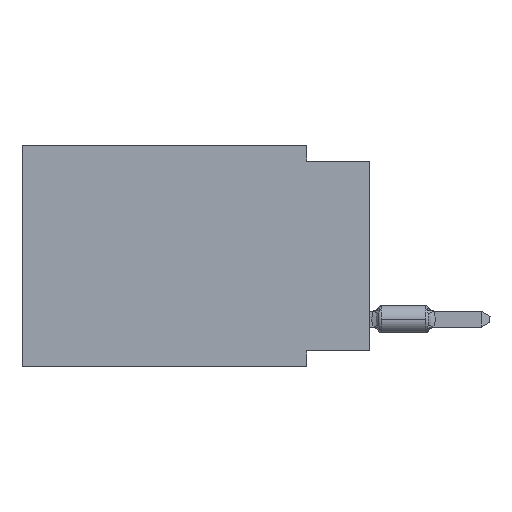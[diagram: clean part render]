
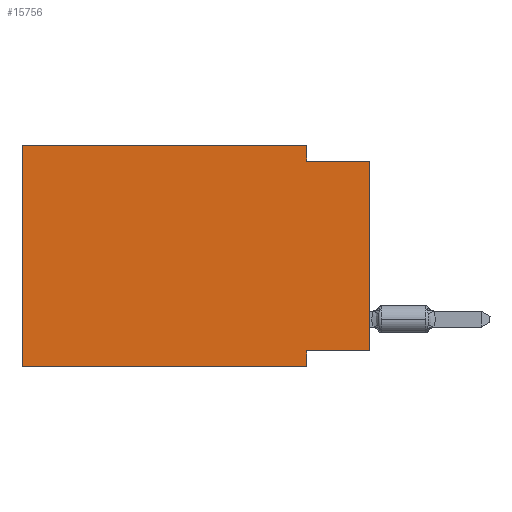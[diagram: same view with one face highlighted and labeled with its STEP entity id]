
A CAD part, left-side view. The second image highlights one B-rep face of the part: STEP entity #15756.
In plain terms, the highlighted planar face has unit normal (-1, 0, 0).
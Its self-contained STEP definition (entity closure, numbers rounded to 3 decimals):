
#556 = DIRECTION ( 'NONE',  ( 0., 0., 1. ) ) ;
#4012 = VECTOR ( 'NONE', #82721, 1000. ) ;
#5448 = EDGE_CURVE ( 'NONE', #28276, #9465, #57555, .T. ) ;
#6029 = DIRECTION ( 'NONE',  ( 0., -1., 0. ) ) ;
#7545 = LINE ( 'NONE', #22654, #72845 ) ;
#8810 = EDGE_CURVE ( 'NONE', #89285, #80864, #90750, .T. ) ;
#9106 = DIRECTION ( 'NONE',  ( 0., 0., 1. ) ) ;
#9465 = VERTEX_POINT ( 'NONE', #81114 ) ;
#12502 = DIRECTION ( 'NONE',  ( 0., 0., -1. ) ) ;
#12979 = FACE_OUTER_BOUND ( 'NONE', #23276, .T. ) ;
#13385 = VECTOR ( 'NONE', #71843, 1000. ) ;
#15190 = PLANE ( 'NONE',  #62271 ) ;
#15702 = CARTESIAN_POINT ( 'NONE',  ( 0., 13.97, 0. ) ) ;
#15756 = ADVANCED_FACE ( 'NONE', ( #12979 ), #15190, .F. ) ;
#17404 = EDGE_CURVE ( 'NONE', #19212, #9465, #72429, .T. ) ;
#18043 = DIRECTION ( 'NONE',  ( 0., 1., 0. ) ) ;
#18511 = CARTESIAN_POINT ( 'NONE',  ( 0., 13.97, 0. ) ) ;
#19212 = VERTEX_POINT ( 'NONE', #80229 ) ;
#19977 = EDGE_CURVE ( 'NONE', #55114, #80864, #23105, .T. ) ;
#22654 = CARTESIAN_POINT ( 'NONE',  ( 0., 2.54, 0. ) ) ;
#23105 = LINE ( 'NONE', #59517, #13385 ) ;
#23276 = EDGE_LOOP ( 'NONE', ( #89592, #73769, #72273, #53196, #28599, #58562, #91046, #70946 ) ) ;
#27439 = VERTEX_POINT ( 'NONE', #66029 ) ;
#28276 = VERTEX_POINT ( 'NONE', #93595 ) ;
#28599 = ORIENTED_EDGE ( 'NONE', *, *, #40129, .F. ) ;
#33779 = VECTOR ( 'NONE', #556, 1000. ) ;
#36989 = DIRECTION ( 'NONE',  ( 0., -1., 0. ) ) ;
#37021 = VECTOR ( 'NONE', #6029, 1000. ) ;
#40129 = EDGE_CURVE ( 'NONE', #89285, #49715, #83331, .T. ) ;
#45265 = CARTESIAN_POINT ( 'NONE',  ( 0., 13.97, 0. ) ) ;
#46398 = CARTESIAN_POINT ( 'NONE',  ( 0., 13.97, -8.89 ) ) ;
#46969 = VECTOR ( 'NONE', #18043, 1000. ) ;
#47115 = CARTESIAN_POINT ( 'NONE',  ( 0., 2.54, -8.89 ) ) ;
#49715 = VERTEX_POINT ( 'NONE', #45265 ) ;
#52110 = LINE ( 'NONE', #15702, #78109 ) ;
#53196 = ORIENTED_EDGE ( 'NONE', *, *, #57087, .F. ) ;
#55071 = VECTOR ( 'NONE', #9106, 1000. ) ;
#55114 = VERTEX_POINT ( 'NONE', #84118 ) ;
#57087 = EDGE_CURVE ( 'NONE', #49715, #27439, #52110, .T. ) ;
#57555 = LINE ( 'NONE', #85025, #37021 ) ;
#57673 = DIRECTION ( 'NONE',  ( 0., 0., -1. ) ) ;
#58562 = ORIENTED_EDGE ( 'NONE', *, *, #8810, .T. ) ;
#59164 = DIRECTION ( 'NONE',  ( 1., 0., 0. ) ) ;
#59517 = CARTESIAN_POINT ( 'NONE',  ( 0., 2.54, -8.89 ) ) ;
#62271 = AXIS2_PLACEMENT_3D ( 'NONE', #80479, #59164, #12502 ) ;
#62345 = CARTESIAN_POINT ( 'NONE',  ( 0., 13.97, -8.89 ) ) ;
#65330 = CARTESIAN_POINT ( 'NONE',  ( 0., 0., 0. ) ) ;
#66029 = CARTESIAN_POINT ( 'NONE',  ( 0., 2.54, 0. ) ) ;
#70946 = ORIENTED_EDGE ( 'NONE', *, *, #79893, .F. ) ;
#71843 = DIRECTION ( 'NONE',  ( 0., 0., -1. ) ) ;
#72273 = ORIENTED_EDGE ( 'NONE', *, *, #75712, .F. ) ;
#72429 = LINE ( 'NONE', #65330, #33779 ) ;
#72845 = VECTOR ( 'NONE', #57673, 1000. ) ;
#73769 = ORIENTED_EDGE ( 'NONE', *, *, #5448, .F. ) ;
#75712 = EDGE_CURVE ( 'NONE', #27439, #28276, #7545, .T. ) ;
#78109 = VECTOR ( 'NONE', #36989, 1000. ) ;
#79893 = EDGE_CURVE ( 'NONE', #19212, #55114, #82388, .T. ) ;
#80229 = CARTESIAN_POINT ( 'NONE',  ( 0., 0., -8.255 ) ) ;
#80479 = CARTESIAN_POINT ( 'NONE',  ( 0., 13.97, 0. ) ) ;
#80864 = VERTEX_POINT ( 'NONE', #47115 ) ;
#81114 = CARTESIAN_POINT ( 'NONE',  ( 0., 0., -0.635 ) ) ;
#82388 = LINE ( 'NONE', #82860, #46969 ) ;
#82721 = DIRECTION ( 'NONE',  ( 0., -1., 0. ) ) ;
#82860 = CARTESIAN_POINT ( 'NONE',  ( 0., 0., -8.255 ) ) ;
#83331 = LINE ( 'NONE', #18511, #55071 ) ;
#84118 = CARTESIAN_POINT ( 'NONE',  ( 0., 2.54, -8.255 ) ) ;
#85025 = CARTESIAN_POINT ( 'NONE',  ( 0., 0., -0.635 ) ) ;
#89285 = VERTEX_POINT ( 'NONE', #46398 ) ;
#89592 = ORIENTED_EDGE ( 'NONE', *, *, #17404, .T. ) ;
#90750 = LINE ( 'NONE', #62345, #4012 ) ;
#91046 = ORIENTED_EDGE ( 'NONE', *, *, #19977, .F. ) ;
#93595 = CARTESIAN_POINT ( 'NONE',  ( 0., 2.54, -0.635 ) ) ;
